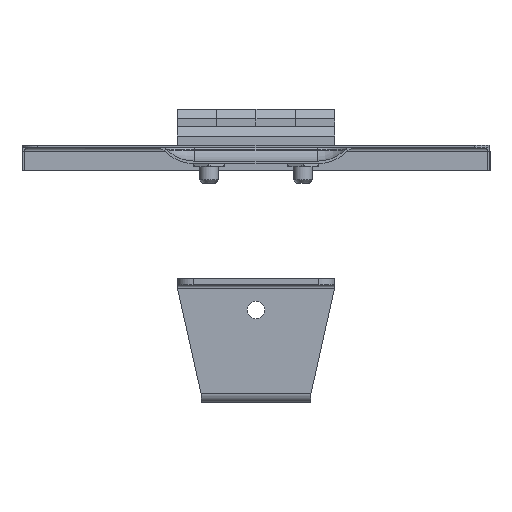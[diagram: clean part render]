
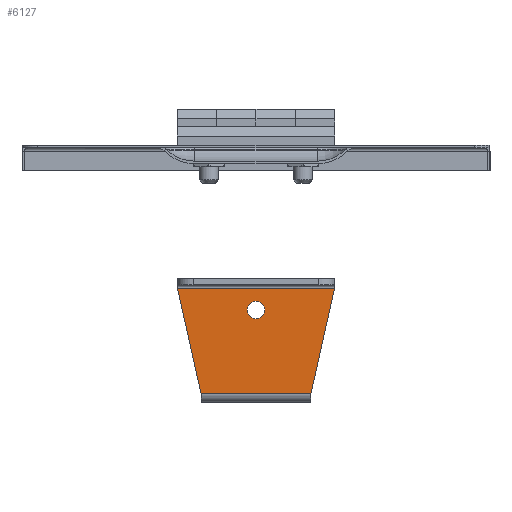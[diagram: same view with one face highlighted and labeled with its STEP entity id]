
A CAD part, left-side view. The second image highlights one B-rep face of the part: STEP entity #6127.
In plain terms, the highlighted planar face has unit normal (-1, 0, 0).
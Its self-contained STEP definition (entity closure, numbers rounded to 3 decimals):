
#42 = ORIENTED_EDGE ( 'NONE', *, *, #3542, .F. ) ;
#272 = CARTESIAN_POINT ( 'NONE',  ( -2., -23.253, -10.803 ) ) ;
#358 = CARTESIAN_POINT ( 'NONE',  ( -2., 25., 0. ) ) ;
#519 = CARTESIAN_POINT ( 'NONE',  ( -2., 25., -3. ) ) ;
#590 = EDGE_CURVE ( 'NONE', #809, #6869, #2535, .T. ) ;
#620 = CARTESIAN_POINT ( 'NONE',  ( -2., 25., -3. ) ) ;
#775 = CARTESIAN_POINT ( 'NONE',  ( -2., 0., -10. ) ) ;
#809 = VERTEX_POINT ( 'NONE', #5110 ) ;
#837 = VECTOR ( 'NONE', #7526, 1000. ) ;
#862 = AXIS2_PLACEMENT_3D ( 'NONE', #9347, #8540, #4858 ) ;
#913 = VERTEX_POINT ( 'NONE', #10420 ) ;
#1051 = EDGE_CURVE ( 'NONE', #9175, #8490, #1673, .T. ) ;
#1300 = VERTEX_POINT ( 'NONE', #5947 ) ;
#1378 = CIRCLE ( 'NONE', #862, 2.75 ) ;
#1470 = ORIENTED_EDGE ( 'NONE', *, *, #590, .F. ) ;
#1540 = DIRECTION ( 'NONE',  ( -1., 0., 0. ) ) ;
#1567 = EDGE_LOOP ( 'NONE', ( #7357, #1470 ) ) ;
#1673 = LINE ( 'NONE', #9137, #837 ) ;
#2535 = CIRCLE ( 'NONE', #8548, 2.75 ) ;
#2704 = VECTOR ( 'NONE', #10277, 1000. ) ;
#2779 = DIRECTION ( 'NONE',  ( -1., 0., 0. ) ) ;
#3542 = EDGE_CURVE ( 'NONE', #8490, #913, #7987, .T. ) ;
#3856 = ORIENTED_EDGE ( 'NONE', *, *, #1051, .F. ) ;
#4029 = ORIENTED_EDGE ( 'NONE', *, *, #7556, .T. ) ;
#4268 = VECTOR ( 'NONE', #7628, 1000. ) ;
#4398 = ORIENTED_EDGE ( 'NONE', *, *, #8291, .F. ) ;
#4858 = DIRECTION ( 'NONE',  ( 0., 0., 1. ) ) ;
#5110 = CARTESIAN_POINT ( 'NONE',  ( -2., 0., -7.25 ) ) ;
#5751 = EDGE_CURVE ( 'NONE', #6869, #809, #1378, .T. ) ;
#5947 = CARTESIAN_POINT ( 'NONE',  ( -2., -17.5, -36.5 ) ) ;
#6090 = PLANE ( 'NONE',  #10455 ) ;
#6127 = ADVANCED_FACE ( 'NONE', ( #8475, #6878 ), #6090, .T. ) ;
#6178 = LINE ( 'NONE', #10225, #2704 ) ;
#6414 = DIRECTION ( 'NONE',  ( 0., -1., 0. ) ) ;
#6869 = VERTEX_POINT ( 'NONE', #9121 ) ;
#6878 = FACE_OUTER_BOUND ( 'NONE', #7983, .T. ) ;
#7287 = DIRECTION ( 'NONE',  ( 0., 0., 1. ) ) ;
#7357 = ORIENTED_EDGE ( 'NONE', *, *, #5751, .F. ) ;
#7427 = CARTESIAN_POINT ( 'NONE',  ( -2., 17.5, -36.5 ) ) ;
#7526 = DIRECTION ( 'NONE',  ( 0., 0.218, 0.976 ) ) ;
#7556 = EDGE_CURVE ( 'NONE', #9175, #1300, #6178, .T. ) ;
#7628 = DIRECTION ( 'NONE',  ( 0., 0.218, -0.976 ) ) ;
#7983 = EDGE_LOOP ( 'NONE', ( #4029, #4398, #42, #3856 ) ) ;
#7987 = LINE ( 'NONE', #620, #10369 ) ;
#8291 = EDGE_CURVE ( 'NONE', #913, #1300, #9086, .T. ) ;
#8475 = FACE_BOUND ( 'NONE', #1567, .T. ) ;
#8490 = VERTEX_POINT ( 'NONE', #519 ) ;
#8540 = DIRECTION ( 'NONE',  ( -1., 0., 0. ) ) ;
#8548 = AXIS2_PLACEMENT_3D ( 'NONE', #775, #1540, #7287 ) ;
#9086 = LINE ( 'NONE', #272, #4268 ) ;
#9121 = CARTESIAN_POINT ( 'NONE',  ( -2., 0., -12.75 ) ) ;
#9137 = CARTESIAN_POINT ( 'NONE',  ( -2., 25.64, -0.143 ) ) ;
#9175 = VERTEX_POINT ( 'NONE', #7427 ) ;
#9347 = CARTESIAN_POINT ( 'NONE',  ( -2., 0., -10. ) ) ;
#10140 = DIRECTION ( 'NONE',  ( 0., 0., 1. ) ) ;
#10225 = CARTESIAN_POINT ( 'NONE',  ( -2., 25., -36.5 ) ) ;
#10277 = DIRECTION ( 'NONE',  ( 0., -1., 0. ) ) ;
#10369 = VECTOR ( 'NONE', #6414, 1000. ) ;
#10420 = CARTESIAN_POINT ( 'NONE',  ( -2., -25., -3. ) ) ;
#10455 = AXIS2_PLACEMENT_3D ( 'NONE', #358, #2779, #10140 ) ;
